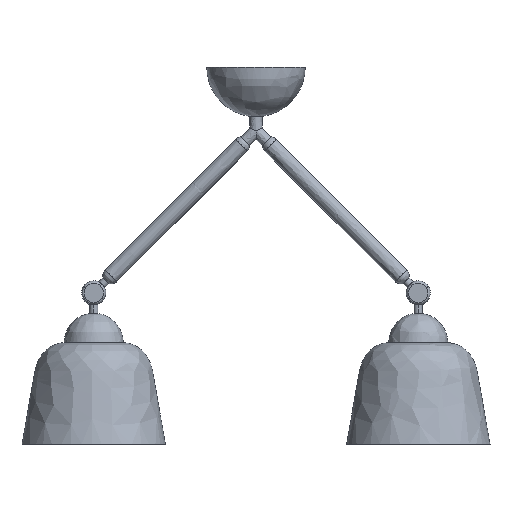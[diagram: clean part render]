
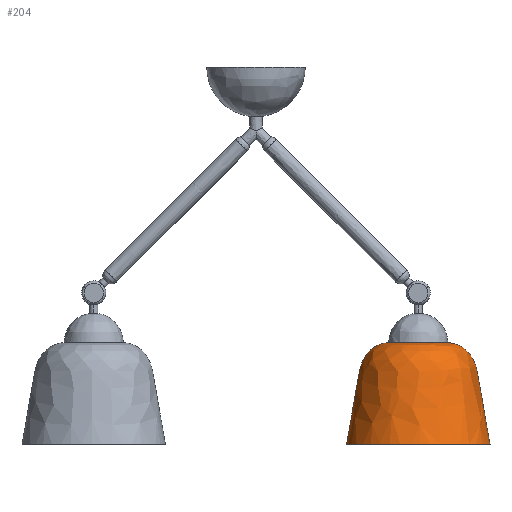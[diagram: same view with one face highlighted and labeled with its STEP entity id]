
A CAD part, top view. The second image highlights one B-rep face of the part: STEP entity #204.
In plain terms, the highlighted free-form (B-spline) face has degree [2, 2] with [5, 7] control points.
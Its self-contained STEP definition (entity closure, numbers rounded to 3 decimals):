
#204=ADVANCED_FACE('',(#262),#1042,.T.);
#262=FACE_OUTER_BOUND('',#320,.T.);
#320=EDGE_LOOP('',(#489,#490,#491,#492));
#489=ORIENTED_EDGE('',*,*,#681,.T.);
#490=ORIENTED_EDGE('',*,*,#683,.T.);
#491=ORIENTED_EDGE('',*,*,#679,.F.);
#492=ORIENTED_EDGE('',*,*,#678,.T.);
#678=EDGE_CURVE('',#968,#970,#800,.T.);
#679=EDGE_CURVE('',#968,#969,#801,.T.);
#681=EDGE_CURVE('',#970,#971,#803,.T.);
#683=EDGE_CURVE('',#971,#969,#805,.T.);
#800=(
BOUNDED_CURVE()
B_SPLINE_CURVE(2,(#2425,#2426,#2427,#2428,#2429),.UNSPECIFIED.,.F.,.F.)
B_SPLINE_CURVE_WITH_KNOTS((3,2,3),(0.,36.171,72.342),
 .UNSPECIFIED.)
CURVE()
GEOMETRIC_REPRESENTATION_ITEM()
RATIONAL_B_SPLINE_CURVE((1.,0.707,1.,0.707,1.))
REPRESENTATION_ITEM('')
);
#801=(
BOUNDED_CURVE()
B_SPLINE_CURVE(2,(#2430,#2431,#2432,#2433,#2434,#2435,#2436),
 .UNSPECIFIED.,.F.,.F.)
B_SPLINE_CURVE_WITH_KNOTS((3,2,2,3),(0.,332.773,441.318,
549.862),.UNSPECIFIED.)
CURVE()
GEOMETRIC_REPRESENTATION_ITEM()
RATIONAL_B_SPLINE_CURVE((1.,1.,1.,0.942,1.,0.942,
1.))
REPRESENTATION_ITEM('')
);
#803=(
BOUNDED_CURVE()
B_SPLINE_CURVE(2,(#2442,#2443,#2444,#2445,#2446,#2447,#2448),
 .UNSPECIFIED.,.F.,.F.)
B_SPLINE_CURVE_WITH_KNOTS((3,2,2,3),(0.,332.773,441.318,
549.862),.UNSPECIFIED.)
CURVE()
GEOMETRIC_REPRESENTATION_ITEM()
RATIONAL_B_SPLINE_CURVE((1.,1.,1.,0.942,1.,0.942,
1.))
REPRESENTATION_ITEM('')
);
#805=(
BOUNDED_CURVE()
B_SPLINE_CURVE(2,(#2454,#2455,#2456,#2457,#2458),.UNSPECIFIED.,.F.,.F.)
B_SPLINE_CURVE_WITH_KNOTS((3,2,3),(-72.342,-36.171,
0.),.UNSPECIFIED.)
CURVE()
GEOMETRIC_REPRESENTATION_ITEM()
RATIONAL_B_SPLINE_CURVE((1.,0.707,1.,0.707,1.))
REPRESENTATION_ITEM('')
);
#968=VERTEX_POINT('',#2421);
#969=VERTEX_POINT('',#2422);
#970=VERTEX_POINT('',#2423);
#971=VERTEX_POINT('',#2424);
#1042=(
BOUNDED_SURFACE()
B_SPLINE_SURFACE(2,2,((#2351,#2352,#2353,#2354,#2355,#2356,#2357),(#2358,
#2359,#2360,#2361,#2362,#2363,#2364),(#2365,#2366,#2367,#2368,#2369,#2370,
#2371),(#2372,#2373,#2374,#2375,#2376,#2377,#2378),(#2379,#2380,#2381,#2382,
#2383,#2384,#2385)),.UNSPECIFIED.,.F.,.F.,.F.)
B_SPLINE_SURFACE_WITH_KNOTS((3,2,3),(3,2,2,3),(0.,36.171,72.342),
(0.,332.773,441.318,549.862),.UNSPECIFIED.)
GEOMETRIC_REPRESENTATION_ITEM()
RATIONAL_B_SPLINE_SURFACE(((1.,1.,1.,0.942,1.,0.942,
1.),(0.707,0.707,0.707,0.666,
0.707,0.666,0.707),(1.,1.,1.,0.942,
1.,0.942,1.),(0.707,0.707,0.707,
0.666,0.707,0.666,0.707),
(1.,1.,1.,0.942,1.,0.942,1.)))
REPRESENTATION_ITEM('')
SURFACE()
);
#2351=CARTESIAN_POINT('',(285.49,-459.822,-1.525));
#2352=CARTESIAN_POINT('',(277.666,-415.164,-1.525));
#2353=CARTESIAN_POINT('',(269.843,-370.506,-1.525));
#2354=CARTESIAN_POINT('',(267.187,-355.348,-1.525));
#2355=CARTESIAN_POINT('',(257.153,-345.585,-1.525));
#2356=CARTESIAN_POINT('',(247.119,-335.822,-1.525));
#2357=CARTESIAN_POINT('',(234.195,-335.822,-1.525));
#2358=CARTESIAN_POINT('',(287.015,-459.822,85.975));
#2359=CARTESIAN_POINT('',(279.192,-415.164,78.151));
#2360=CARTESIAN_POINT('',(271.368,-370.506,70.328));
#2361=CARTESIAN_POINT('',(268.713,-355.348,67.672));
#2362=CARTESIAN_POINT('',(258.679,-345.585,57.638));
#2363=CARTESIAN_POINT('',(248.645,-335.822,47.604));
#2364=CARTESIAN_POINT('',(235.72,-335.822,34.68));
#2365=CARTESIAN_POINT('',(199.515,-459.822,87.5));
#2366=CARTESIAN_POINT('',(199.515,-415.164,79.676));
#2367=CARTESIAN_POINT('',(199.515,-370.506,71.853));
#2368=CARTESIAN_POINT('',(199.515,-355.348,69.197));
#2369=CARTESIAN_POINT('',(199.515,-345.585,59.163));
#2370=CARTESIAN_POINT('',(199.515,-335.822,49.129));
#2371=CARTESIAN_POINT('',(199.515,-335.822,36.205));
#2372=CARTESIAN_POINT('',(112.015,-459.822,89.025));
#2373=CARTESIAN_POINT('',(119.839,-415.164,81.202));
#2374=CARTESIAN_POINT('',(127.662,-370.506,73.378));
#2375=CARTESIAN_POINT('',(130.318,-355.348,70.723));
#2376=CARTESIAN_POINT('',(140.352,-345.585,60.689));
#2377=CARTESIAN_POINT('',(150.386,-335.822,50.655));
#2378=CARTESIAN_POINT('',(163.31,-335.822,37.73));
#2379=CARTESIAN_POINT('',(110.49,-459.822,1.525));
#2380=CARTESIAN_POINT('',(118.313,-415.164,1.525));
#2381=CARTESIAN_POINT('',(126.137,-370.506,1.525));
#2382=CARTESIAN_POINT('',(128.793,-355.348,1.525));
#2383=CARTESIAN_POINT('',(138.827,-345.585,1.525));
#2384=CARTESIAN_POINT('',(148.861,-335.822,1.525));
#2385=CARTESIAN_POINT('',(161.785,-335.822,1.525));
#2421=CARTESIAN_POINT('',(285.49,-459.822,-1.525));
#2422=CARTESIAN_POINT('',(234.195,-335.822,-1.525));
#2423=CARTESIAN_POINT('',(110.49,-459.822,1.525));
#2424=CARTESIAN_POINT('',(161.785,-335.822,1.525));
#2425=CARTESIAN_POINT('',(285.49,-459.822,-1.525));
#2426=CARTESIAN_POINT('',(287.015,-459.822,85.975));
#2427=CARTESIAN_POINT('',(199.515,-459.822,87.5));
#2428=CARTESIAN_POINT('',(112.015,-459.822,89.025));
#2429=CARTESIAN_POINT('',(110.49,-459.822,1.525));
#2430=CARTESIAN_POINT('',(285.49,-459.822,-1.525));
#2431=CARTESIAN_POINT('',(277.666,-415.164,-1.525));
#2432=CARTESIAN_POINT('',(269.843,-370.506,-1.525));
#2433=CARTESIAN_POINT('',(267.187,-355.348,-1.525));
#2434=CARTESIAN_POINT('',(257.153,-345.585,-1.525));
#2435=CARTESIAN_POINT('',(247.119,-335.822,-1.525));
#2436=CARTESIAN_POINT('',(234.195,-335.822,-1.525));
#2442=CARTESIAN_POINT('',(110.49,-459.822,1.525));
#2443=CARTESIAN_POINT('',(118.313,-415.164,1.525));
#2444=CARTESIAN_POINT('',(126.137,-370.506,1.525));
#2445=CARTESIAN_POINT('',(128.793,-355.348,1.525));
#2446=CARTESIAN_POINT('',(138.827,-345.585,1.525));
#2447=CARTESIAN_POINT('',(148.861,-335.822,1.525));
#2448=CARTESIAN_POINT('',(161.785,-335.822,1.525));
#2454=CARTESIAN_POINT('',(161.785,-335.822,1.525));
#2455=CARTESIAN_POINT('',(163.31,-335.822,37.73));
#2456=CARTESIAN_POINT('',(199.515,-335.822,36.205));
#2457=CARTESIAN_POINT('',(235.72,-335.822,34.68));
#2458=CARTESIAN_POINT('',(234.195,-335.822,-1.525));
